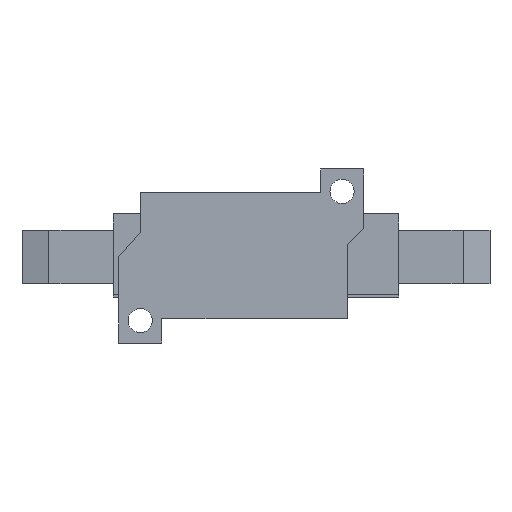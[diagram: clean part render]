
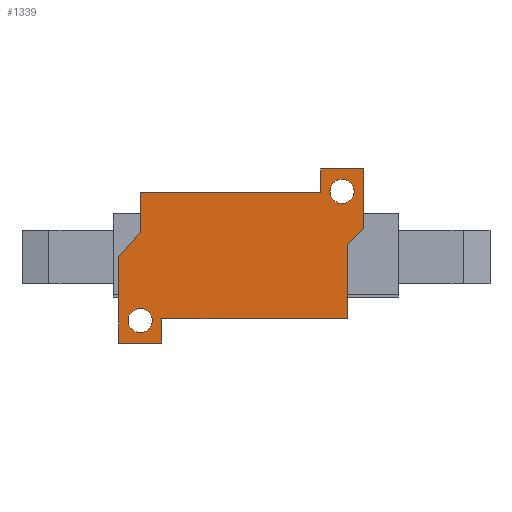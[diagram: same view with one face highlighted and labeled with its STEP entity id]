
A CAD part, front view. The second image highlights one B-rep face of the part: STEP entity #1339.
In plain terms, the highlighted planar face has unit normal (0, -1, 0).
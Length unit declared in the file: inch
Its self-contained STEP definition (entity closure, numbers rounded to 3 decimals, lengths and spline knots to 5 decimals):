
#264=CARTESIAN_POINT('',(-0.75787,-1.3089,-0.47536));
#265=VERTEX_POINT('',#264);
#281=CARTESIAN_POINT('',(-0.93504,-1.3089,-0.47536));
#282=VERTEX_POINT('',#281);
#289=CARTESIAN_POINT('',(-0.84646,-1.3089,-0.47536));
#290=DIRECTION('',(0.0,1.0,0.0));
#291=DIRECTION('',(1.0,0.0,0.0));
#292=AXIS2_PLACEMENT_3D('',#289,#290,#291);
#293=CIRCLE('',#292,0.08858);
#294=EDGE_CURVE('',#265,#282,#293,.T.);
#327=CARTESIAN_POINT('',(0.7185,-1.3089,0.46952));
#328=VERTEX_POINT('',#327);
#344=CARTESIAN_POINT('',(0.54134,-1.3089,0.46952));
#345=VERTEX_POINT('',#344);
#352=CARTESIAN_POINT('',(0.62992,-1.3089,0.46952));
#353=DIRECTION('',(0.0,1.0,0.0));
#354=DIRECTION('',(1.0,0.0,0.0));
#355=AXIS2_PLACEMENT_3D('',#352,#353,#354);
#356=CIRCLE('',#355,0.08858);
#357=EDGE_CURVE('',#328,#345,#356,.T.);
#693=CARTESIAN_POINT('',(0.62992,-1.3089,0.46952));
#694=DIRECTION('',(0.0,1.0,0.0));
#695=DIRECTION('',(1.0,0.0,0.0));
#696=AXIS2_PLACEMENT_3D('',#693,#694,#695);
#697=CIRCLE('',#696,0.08858);
#698=EDGE_CURVE('',#345,#328,#697,.T.);
#738=CARTESIAN_POINT('',(-0.84646,-1.3089,-0.47536));
#739=DIRECTION('',(0.0,1.0,0.0));
#740=DIRECTION('',(1.0,0.0,0.0));
#741=AXIS2_PLACEMENT_3D('',#738,#739,#740);
#742=CIRCLE('',#741,0.08858);
#743=EDGE_CURVE('',#282,#265,#742,.T.);
#761=CARTESIAN_POINT('',(-0.68898,-1.3089,-0.4626));
#762=VERTEX_POINT('',#761);
#771=CARTESIAN_POINT('',(-0.68898,-1.3089,-0.63976));
#772=VERTEX_POINT('',#771);
#773=CARTESIAN_POINT('',(-0.68898,-1.3089,-0.63976));
#774=DIRECTION('',(0.0,0.0,1.0));
#775=VECTOR('',#774,0.17717);
#776=LINE('',#773,#775);
#777=EDGE_CURVE('',#772,#762,#776,.T.);
#811=CARTESIAN_POINT('',(-1.00394,-1.3089,-0.00984));
#812=VERTEX_POINT('',#811);
#819=CARTESIAN_POINT('',(-0.84646,-1.3089,0.16732));
#820=VERTEX_POINT('',#819);
#821=CARTESIAN_POINT('',(-0.84646,-1.3089,0.16732));
#822=DIRECTION('',(-0.664,0.0,-0.747));
#823=VECTOR('',#822,0.23704);
#824=LINE('',#821,#823);
#825=EDGE_CURVE('',#820,#812,#824,.T.);
#849=CARTESIAN_POINT('',(-1.00394,-1.3089,-0.63976));
#850=VERTEX_POINT('',#849);
#857=CARTESIAN_POINT('',(-1.00394,-1.3089,-0.00984));
#858=DIRECTION('',(0.0,0.0,-1.0));
#859=VECTOR('',#858,0.62992);
#860=LINE('',#857,#859);
#861=EDGE_CURVE('',#812,#850,#860,.T.);
#879=CARTESIAN_POINT('',(-1.00394,-1.3089,-0.63976));
#880=DIRECTION('',(1.0,0.0,0.0));
#881=VECTOR('',#880,0.31496);
#882=LINE('',#879,#881);
#883=EDGE_CURVE('',#850,#772,#882,.T.);
#971=CARTESIAN_POINT('',(0.47244,-1.3089,0.4626));
#972=VERTEX_POINT('',#971);
#981=CARTESIAN_POINT('',(0.47244,-1.3089,0.63393));
#982=VERTEX_POINT('',#981);
#983=CARTESIAN_POINT('',(0.47244,-1.3089,0.63393));
#984=DIRECTION('',(0.0,0.0,-1.0));
#985=VECTOR('',#984,0.17133);
#986=LINE('',#983,#985);
#987=EDGE_CURVE('',#982,#972,#986,.T.);
#1021=CARTESIAN_POINT('',(0.7874,-1.3089,0.63393));
#1022=VERTEX_POINT('',#1021);
#1029=CARTESIAN_POINT('',(0.7874,-1.3089,0.20086));
#1030=VERTEX_POINT('',#1029);
#1031=CARTESIAN_POINT('',(0.7874,-1.3089,0.20086));
#1032=DIRECTION('',(0.0,0.0,1.0));
#1033=VECTOR('',#1032,0.43307);
#1034=LINE('',#1031,#1033);
#1035=EDGE_CURVE('',#1030,#1022,#1034,.T.);
#1058=CARTESIAN_POINT('',(0.7874,-1.3089,0.63393));
#1059=DIRECTION('',(-1.0,0.0,0.0));
#1060=VECTOR('',#1059,0.31496);
#1061=LINE('',#1058,#1060);
#1062=EDGE_CURVE('',#1022,#982,#1061,.T.);
#1082=CARTESIAN_POINT('',(0.66929,-1.3089,0.08275));
#1083=VERTEX_POINT('',#1082);
#1084=CARTESIAN_POINT('',(0.66929,-1.3089,0.08275));
#1085=DIRECTION('',(0.707,0.0,0.707));
#1086=VECTOR('',#1085,0.16703);
#1087=LINE('',#1084,#1086);
#1088=EDGE_CURVE('',#1083,#1030,#1087,.T.);
#1288=CARTESIAN_POINT('',(0.66929,-1.3089,0.0));
#1289=DIRECTION('',(0.0,-1.0,0.0));
#1290=DIRECTION('',(0.0,0.0,-1.0));
#1291=AXIS2_PLACEMENT_3D('',#1288,#1289,#1290);
#1292=PLANE('',#1291);
#1293=CARTESIAN_POINT('',(0.66929,-1.3089,-0.4626));
#1294=VERTEX_POINT('',#1293);
#1295=CARTESIAN_POINT('',(0.66929,-1.3089,-0.4626));
#1296=DIRECTION('',(-1.0,0.0,0.0));
#1297=VECTOR('',#1296,1.35827);
#1298=LINE('',#1295,#1297);
#1299=EDGE_CURVE('',#1294,#762,#1298,.T.);
#1300=ORIENTED_EDGE('',*,*,#1299,.F.);
#1301=CARTESIAN_POINT('',(0.66929,-1.3089,-0.4626));
#1302=DIRECTION('',(0.0,0.0,1.0));
#1303=VECTOR('',#1302,0.54535);
#1304=LINE('',#1301,#1303);
#1305=EDGE_CURVE('',#1294,#1083,#1304,.T.);
#1306=ORIENTED_EDGE('',*,*,#1305,.T.);
#1307=ORIENTED_EDGE('',*,*,#1088,.T.);
#1308=ORIENTED_EDGE('',*,*,#1035,.T.);
#1309=ORIENTED_EDGE('',*,*,#1062,.T.);
#1310=ORIENTED_EDGE('',*,*,#987,.T.);
#1311=CARTESIAN_POINT('',(-0.84646,-1.3089,0.4626));
#1312=VERTEX_POINT('',#1311);
#1313=CARTESIAN_POINT('',(-0.84646,-1.3089,0.4626));
#1314=DIRECTION('',(1.0,0.0,0.0));
#1315=VECTOR('',#1314,1.3189);
#1316=LINE('',#1313,#1315);
#1317=EDGE_CURVE('',#1312,#972,#1316,.T.);
#1318=ORIENTED_EDGE('',*,*,#1317,.F.);
#1319=CARTESIAN_POINT('',(-0.84646,-1.3089,0.16732));
#1320=DIRECTION('',(0.0,0.0,1.0));
#1321=VECTOR('',#1320,0.29528);
#1322=LINE('',#1319,#1321);
#1323=EDGE_CURVE('',#820,#1312,#1322,.T.);
#1324=ORIENTED_EDGE('',*,*,#1323,.F.);
#1325=ORIENTED_EDGE('',*,*,#825,.T.);
#1326=ORIENTED_EDGE('',*,*,#861,.T.);
#1327=ORIENTED_EDGE('',*,*,#883,.T.);
#1328=ORIENTED_EDGE('',*,*,#777,.T.);
#1329=EDGE_LOOP('',(#1300,#1306,#1307,#1308,#1309,#1310,#1318,#1324,#1325,#1326,#1327,#1328));
#1330=FACE_OUTER_BOUND('',#1329,.T.);
#1331=ORIENTED_EDGE('',*,*,#357,.T.);
#1332=ORIENTED_EDGE('',*,*,#698,.T.);
#1333=EDGE_LOOP('',(#1331,#1332));
#1334=FACE_BOUND('',#1333,.T.);
#1335=ORIENTED_EDGE('',*,*,#294,.T.);
#1336=ORIENTED_EDGE('',*,*,#743,.T.);
#1337=EDGE_LOOP('',(#1335,#1336));
#1338=FACE_BOUND('',#1337,.T.);
#1339=ADVANCED_FACE('',(#1330,#1334,#1338),#1292,.T.);
